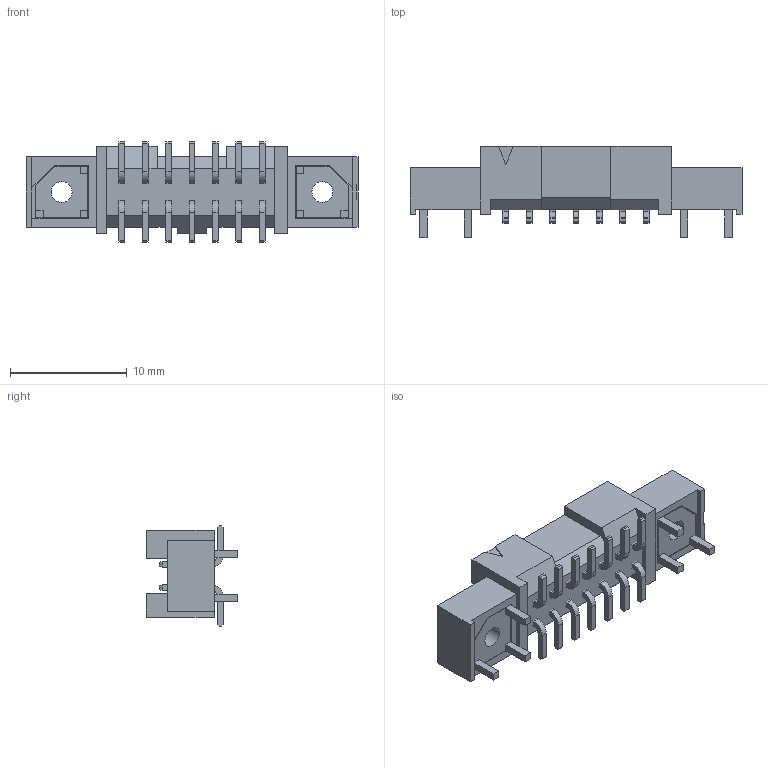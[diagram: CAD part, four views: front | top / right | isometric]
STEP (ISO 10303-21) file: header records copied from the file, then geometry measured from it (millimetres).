
FILE_DESCRIPTION(/* description */ ('STEP AP214'),/* implementation_level */ '2;1');
FILE_NAME(/* name */ 'T2M-107-01-L-D-SM-DS',/* time_stamp */ '2024-11-06T15:36:49+01:00',/* author */ ('License CC BY-ND 4.0'),/* organization */ ('CADENAS'),/* preprocessor_version */ 'ST-DEVELOPER v19.3',/* originating_system */ 'PARTsolutions',/* authorisation */ ' ');
FILE_SCHEMA (('AUTOMOTIVE_DESIGN {1 0 10303 214 3 1 1}'));
Length unit declared in the file: millimetre
Products named in the file (4): T2M-107-01-L-D-SM-DS; B1T2M-07-D-SM-DS; P2T2M-07-D-SM-DS; P22T2M-07-D-SM-DS
Assembly tree (3 placements, depth 2):
  T2M-107-01-L-D-SM-DS
    B1T2M-07-D-SM-DS
    P2T2M-07-D-SM-DS
    P22T2M-07-D-SM-DS
Bounding box: 28.38 x 7.79 x 8.63 mm (x, y, z)
Volume: 526.5 mm3; surface area: 1455.5 mm2
Topology: 3 solids, 3 shells, 425 faces, 1189 edges, 774 vertices
Faces by surface type: plane 393, cylinder 32
Full cylindrical faces by diameter (mm): 1.778 x2, 3.175 x2
Entity records: 13432 total; most frequent: CARTESIAN_POINT 2384, ORIENTED_EDGE 2366, DIRECTION 2105, EDGE_CURVE 1183, LINE 1119, VECTOR 1119, VERTEX_POINT 772, AXIS2_PLACEMENT_3D 493
